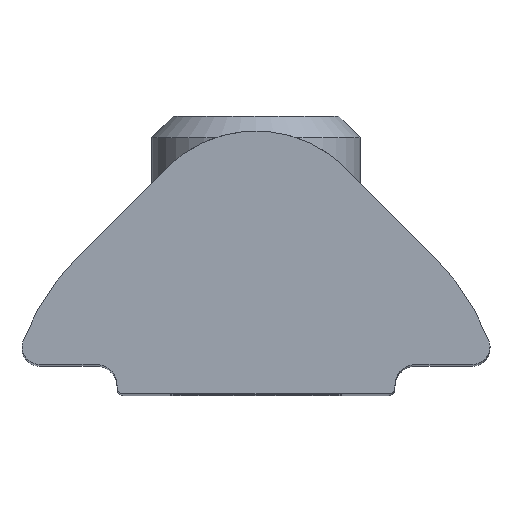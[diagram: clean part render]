
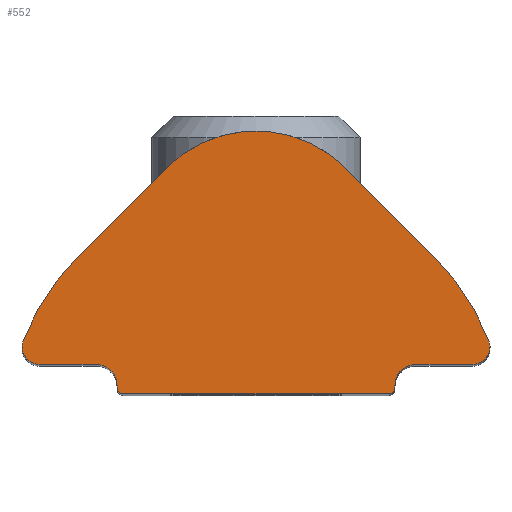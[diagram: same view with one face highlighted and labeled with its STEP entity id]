
A CAD part, top view. The second image highlights one B-rep face of the part: STEP entity #552.
In plain terms, the highlighted planar face has unit normal (0, 0, 1).
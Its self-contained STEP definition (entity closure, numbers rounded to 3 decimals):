
#43=LINE('',#905,#85);
#47=LINE('',#914,#89);
#50=LINE('',#922,#92);
#53=LINE('',#930,#95);
#57=LINE('',#942,#99);
#60=LINE('',#950,#102);
#64=LINE('',#962,#106);
#85=VECTOR('',#667,0.05);
#89=VECTOR('',#677,7.6);
#92=VECTOR('',#686,0.05);
#95=VECTOR('',#695,1.635);
#99=VECTOR('',#709,3.548);
#102=VECTOR('',#718,3.548);
#106=VECTOR('',#732,1.635);
#128=PLANE('',#607);
#158=CIRCLE('',#584,0.2);
#159=CIRCLE('',#587,0.2);
#160=CIRCLE('',#590,0.6);
#161=CIRCLE('',#593,0.501);
#162=CIRCLE('',#595,7.2);
#163=CIRCLE('',#598,3.653);
#164=CIRCLE('',#601,7.2);
#165=CIRCLE('',#603,0.501);
#166=CIRCLE('',#606,0.6);
#190=FACE_OUTER_BOUND('',#228,.T.);
#228=EDGE_LOOP('',(#461,#462,#463,#464,#465,#466,#467,#468,#469,#470,#471,
#472,#473,#474,#475,#476));
#267=VERTEX_POINT('',#903);
#268=VERTEX_POINT('',#904);
#269=VERTEX_POINT('',#909);
#270=VERTEX_POINT('',#913);
#271=VERTEX_POINT('',#917);
#272=VERTEX_POINT('',#921);
#273=VERTEX_POINT('',#925);
#274=VERTEX_POINT('',#929);
#275=VERTEX_POINT('',#933);
#276=VERTEX_POINT('',#937);
#277=VERTEX_POINT('',#941);
#278=VERTEX_POINT('',#945);
#279=VERTEX_POINT('',#949);
#280=VERTEX_POINT('',#953);
#281=VERTEX_POINT('',#957);
#282=VERTEX_POINT('',#961);
#319=EDGE_CURVE('',#267,#268,#43,.T.);
#322=EDGE_CURVE('',#268,#269,#158,.T.);
#324=EDGE_CURVE('',#269,#270,#47,.T.);
#326=EDGE_CURVE('',#270,#271,#159,.T.);
#328=EDGE_CURVE('',#271,#272,#50,.T.);
#330=EDGE_CURVE('',#272,#273,#160,.T.);
#332=EDGE_CURVE('',#273,#274,#53,.T.);
#334=EDGE_CURVE('',#274,#275,#161,.T.);
#336=EDGE_CURVE('',#275,#276,#162,.T.);
#338=EDGE_CURVE('',#276,#277,#57,.T.);
#340=EDGE_CURVE('',#277,#278,#163,.T.);
#342=EDGE_CURVE('',#278,#279,#60,.T.);
#344=EDGE_CURVE('',#279,#280,#164,.T.);
#346=EDGE_CURVE('',#280,#281,#165,.T.);
#348=EDGE_CURVE('',#281,#282,#64,.T.);
#350=EDGE_CURVE('',#282,#267,#166,.T.);
#461=ORIENTED_EDGE('',*,*,#319,.F.);
#462=ORIENTED_EDGE('',*,*,#350,.F.);
#463=ORIENTED_EDGE('',*,*,#348,.F.);
#464=ORIENTED_EDGE('',*,*,#346,.F.);
#465=ORIENTED_EDGE('',*,*,#344,.F.);
#466=ORIENTED_EDGE('',*,*,#342,.F.);
#467=ORIENTED_EDGE('',*,*,#340,.F.);
#468=ORIENTED_EDGE('',*,*,#338,.F.);
#469=ORIENTED_EDGE('',*,*,#336,.F.);
#470=ORIENTED_EDGE('',*,*,#334,.F.);
#471=ORIENTED_EDGE('',*,*,#332,.F.);
#472=ORIENTED_EDGE('',*,*,#330,.F.);
#473=ORIENTED_EDGE('',*,*,#328,.F.);
#474=ORIENTED_EDGE('',*,*,#326,.F.);
#475=ORIENTED_EDGE('',*,*,#324,.F.);
#476=ORIENTED_EDGE('',*,*,#322,.F.);
#552=ADVANCED_FACE('',(#190),#128,.T.);
#584=AXIS2_PLACEMENT_3D('',#910,#672,#673);
#587=AXIS2_PLACEMENT_3D('',#918,#681,#682);
#590=AXIS2_PLACEMENT_3D('',#926,#690,#691);
#593=AXIS2_PLACEMENT_3D('',#934,#699,#700);
#595=AXIS2_PLACEMENT_3D('',#938,#704,#705);
#598=AXIS2_PLACEMENT_3D('',#946,#713,#714);
#601=AXIS2_PLACEMENT_3D('',#954,#722,#723);
#603=AXIS2_PLACEMENT_3D('',#958,#727,#728);
#606=AXIS2_PLACEMENT_3D('',#965,#736,#737);
#607=AXIS2_PLACEMENT_3D('',#966,#738,#739);
#667=DIRECTION('',(0.,-1.,0.));
#672=DIRECTION('center_axis',(0.,0.,-1.));
#673=DIRECTION('ref_axis',(0.,1.,0.));
#677=DIRECTION('',(-1.,0.,0.));
#681=DIRECTION('center_axis',(0.,0.,-1.));
#682=DIRECTION('ref_axis',(1.,0.,0.));
#686=DIRECTION('',(0.,1.,0.));
#690=DIRECTION('center_axis',(0.,0.,1.));
#691=DIRECTION('ref_axis',(1.,0.,0.));
#695=DIRECTION('',(-1.,0.,0.));
#699=DIRECTION('center_axis',(0.,0.,-1.));
#700=DIRECTION('ref_axis',(0.931,-0.366,0.));
#704=DIRECTION('center_axis',(0.,0.,-1.));
#705=DIRECTION('ref_axis',(0.707,-0.707,0.));
#709=DIRECTION('',(0.707,0.707,0.));
#713=DIRECTION('center_axis',(0.,0.,-1.));
#714=DIRECTION('ref_axis',(-0.707,-0.707,0.));
#718=DIRECTION('',(0.707,-0.707,0.));
#722=DIRECTION('center_axis',(0.,0.,-1.));
#723=DIRECTION('ref_axis',(-0.931,-0.366,0.));
#727=DIRECTION('center_axis',(0.,0.,-1.));
#728=DIRECTION('ref_axis',(0.,1.,0.));
#732=DIRECTION('',(-1.,0.,0.));
#736=DIRECTION('center_axis',(0.,0.,1.));
#737=DIRECTION('ref_axis',(0.,1.,0.));
#738=DIRECTION('center_axis',(0.,0.,1.));
#739=DIRECTION('ref_axis',(1.,0.,0.));
#903=CARTESIAN_POINT('',(3.999,-2.939,14.));
#904=CARTESIAN_POINT('',(3.999,-2.989,14.));
#905=CARTESIAN_POINT('',(3.999,-2.939,14.));
#909=CARTESIAN_POINT('',(3.799,-3.189,14.));
#910=CARTESIAN_POINT('Origin',(3.799,-2.989,14.));
#913=CARTESIAN_POINT('',(-3.801,-3.189,14.));
#914=CARTESIAN_POINT('',(3.799,-3.189,14.));
#917=CARTESIAN_POINT('',(-4.001,-2.989,14.));
#918=CARTESIAN_POINT('Origin',(-3.801,-2.989,14.));
#921=CARTESIAN_POINT('',(-4.001,-2.939,14.));
#922=CARTESIAN_POINT('',(-4.001,-2.989,14.));
#925=CARTESIAN_POINT('',(-4.601,-2.339,14.));
#926=CARTESIAN_POINT('Origin',(-4.601,-2.939,14.));
#929=CARTESIAN_POINT('',(-6.236,-2.339,14.));
#930=CARTESIAN_POINT('',(-4.601,-2.339,14.));
#933=CARTESIAN_POINT('',(-6.702,-1.655,14.));
#934=CARTESIAN_POINT('Origin',(-6.236,-1.838,14.));
#937=CARTESIAN_POINT('',(-5.092,0.803,14.));
#938=CARTESIAN_POINT('Origin',(-0.001,-4.288,
14.));
#941=CARTESIAN_POINT('',(-2.584,3.312,14.));
#942=CARTESIAN_POINT('',(-5.092,0.803,14.));
#945=CARTESIAN_POINT('',(2.582,3.312,14.));
#946=CARTESIAN_POINT('Origin',(-0.001,0.729,
14.));
#949=CARTESIAN_POINT('',(5.09,0.803,14.));
#950=CARTESIAN_POINT('',(2.582,3.312,14.));
#953=CARTESIAN_POINT('',(6.7,-1.655,14.));
#954=CARTESIAN_POINT('Origin',(-0.001,-4.288,
14.));
#957=CARTESIAN_POINT('',(6.234,-2.339,14.));
#958=CARTESIAN_POINT('Origin',(6.234,-1.838,14.));
#961=CARTESIAN_POINT('',(4.599,-2.339,14.));
#962=CARTESIAN_POINT('',(6.234,-2.339,14.));
#965=CARTESIAN_POINT('Origin',(4.599,-2.939,14.));
#966=CARTESIAN_POINT('Origin',(-0.001,-0.234,
14.));
